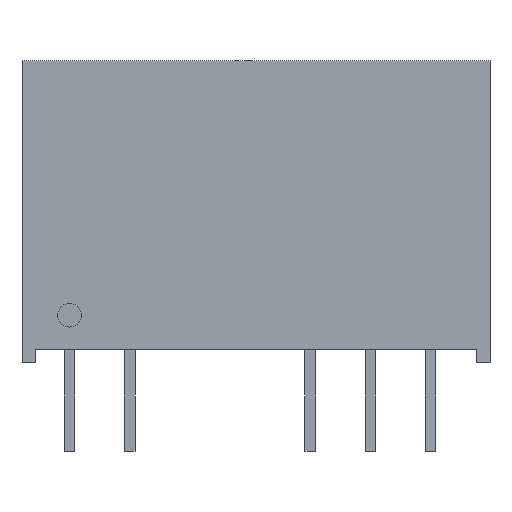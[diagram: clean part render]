
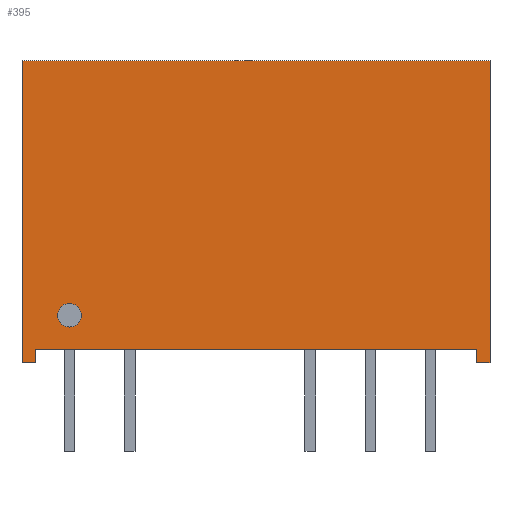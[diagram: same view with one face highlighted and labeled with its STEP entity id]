
A CAD part, front view. The second image highlights one B-rep face of the part: STEP entity #395.
In plain terms, the highlighted planar face has unit normal (0, -1, 0).
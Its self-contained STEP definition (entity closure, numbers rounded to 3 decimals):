
#70=CARTESIAN_POINT('',(-7.375,-5.775,2.));
#71=VERTEX_POINT('',#70);
#80=CARTESIAN_POINT('',(-8.375,-5.775,2.));
#81=VERTEX_POINT('',#80);
#82=CARTESIAN_POINT('',(-7.875,-5.775,2.));
#83=DIRECTION('',(0.0,1.0,0.0));
#84=DIRECTION('',(1.0,0.0,0.0));
#85=AXIS2_PLACEMENT_3D('',#82,#83,#84);
#86=CIRCLE('',#85,0.5);
#87=EDGE_CURVE('',#81,#71,#86,.T.);
#121=CARTESIAN_POINT('',(-7.875,-5.775,2.));
#122=DIRECTION('',(0.0,1.0,0.0));
#123=DIRECTION('',(1.0,0.0,0.0));
#124=AXIS2_PLACEMENT_3D('',#121,#122,#123);
#125=CIRCLE('',#124,0.5);
#126=EDGE_CURVE('',#71,#81,#125,.T.);
#148=CARTESIAN_POINT('',(9.325,-5.775,0.55));
#149=VERTEX_POINT('',#148);
#164=CARTESIAN_POINT('',(9.325,-5.775,0.0));
#165=VERTEX_POINT('',#164);
#172=CARTESIAN_POINT('',(9.325,-5.775,0.55));
#173=DIRECTION('',(0.0,0.0,-1.0));
#174=VECTOR('',#173,0.55);
#175=LINE('',#172,#174);
#176=EDGE_CURVE('',#149,#165,#175,.T.);
#186=CARTESIAN_POINT('',(-9.325,-5.775,0.55));
#187=VERTEX_POINT('',#186);
#196=CARTESIAN_POINT('',(-9.325,-5.775,0.0));
#197=VERTEX_POINT('',#196);
#198=CARTESIAN_POINT('',(-9.325,-5.775,0.0));
#199=DIRECTION('',(0.0,0.0,1.0));
#200=VECTOR('',#199,0.55);
#201=LINE('',#198,#200);
#202=EDGE_CURVE('',#197,#187,#201,.T.);
#227=CARTESIAN_POINT('',(-9.325,-5.775,0.55));
#228=DIRECTION('',(1.0,0.0,0.0));
#229=VECTOR('',#228,18.65);
#230=LINE('',#227,#229);
#231=EDGE_CURVE('',#187,#149,#230,.T.);
#249=CARTESIAN_POINT('',(-9.875,-5.775,0.0));
#250=VERTEX_POINT('',#249);
#251=CARTESIAN_POINT('',(-9.875,-5.775,0.0));
#252=DIRECTION('',(1.0,0.0,0.0));
#253=VECTOR('',#252,0.55);
#254=LINE('',#251,#253);
#255=EDGE_CURVE('',#250,#197,#254,.T.);
#288=CARTESIAN_POINT('',(9.875,-5.775,0.0));
#289=VERTEX_POINT('',#288);
#296=CARTESIAN_POINT('',(9.325,-5.775,0.0));
#297=DIRECTION('',(1.0,0.0,0.0));
#298=VECTOR('',#297,0.55);
#299=LINE('',#296,#298);
#300=EDGE_CURVE('',#165,#289,#299,.T.);
#345=CARTESIAN_POINT('',(9.875,-5.775,12.75));
#346=VERTEX_POINT('',#345);
#353=CARTESIAN_POINT('',(9.875,-5.775,0.0));
#354=DIRECTION('',(0.0,0.0,1.0));
#355=VECTOR('',#354,12.75);
#356=LINE('',#353,#355);
#357=EDGE_CURVE('',#289,#346,#356,.T.);
#364=CARTESIAN_POINT('',(9.875,-5.775,0.0));
#365=DIRECTION('',(0.0,-1.0,0.0));
#366=DIRECTION('',(0.0,0.0,-1.0));
#367=AXIS2_PLACEMENT_3D('',#364,#365,#366);
#368=PLANE('',#367);
#369=ORIENTED_EDGE('',*,*,#176,.T.);
#370=ORIENTED_EDGE('',*,*,#300,.T.);
#371=ORIENTED_EDGE('',*,*,#357,.T.);
#372=CARTESIAN_POINT('',(-9.875,-5.775,12.75));
#373=VERTEX_POINT('',#372);
#374=CARTESIAN_POINT('',(9.875,-5.775,12.75));
#375=DIRECTION('',(-1.0,0.0,0.0));
#376=VECTOR('',#375,19.75);
#377=LINE('',#374,#376);
#378=EDGE_CURVE('',#346,#373,#377,.T.);
#379=ORIENTED_EDGE('',*,*,#378,.T.);
#380=CARTESIAN_POINT('',(-9.875,-5.775,0.0));
#381=DIRECTION('',(0.0,0.0,1.0));
#382=VECTOR('',#381,12.75);
#383=LINE('',#380,#382);
#384=EDGE_CURVE('',#250,#373,#383,.T.);
#385=ORIENTED_EDGE('',*,*,#384,.F.);
#386=ORIENTED_EDGE('',*,*,#255,.T.);
#387=ORIENTED_EDGE('',*,*,#202,.T.);
#388=ORIENTED_EDGE('',*,*,#231,.T.);
#389=EDGE_LOOP('',(#369,#370,#371,#379,#385,#386,#387,#388));
#390=FACE_OUTER_BOUND('',#389,.T.);
#391=ORIENTED_EDGE('',*,*,#126,.T.);
#392=ORIENTED_EDGE('',*,*,#87,.T.);
#393=EDGE_LOOP('',(#391,#392));
#394=FACE_BOUND('',#393,.T.);
#395=ADVANCED_FACE('',(#390,#394),#368,.T.);
